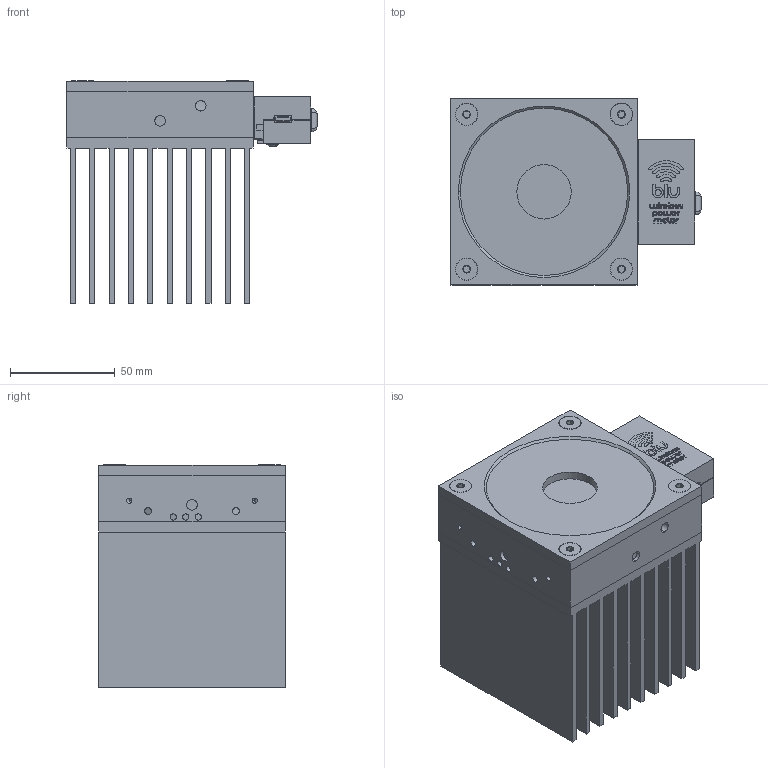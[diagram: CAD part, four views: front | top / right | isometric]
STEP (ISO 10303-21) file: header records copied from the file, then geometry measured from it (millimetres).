
FILE_DESCRIPTION (( 'STEP AP214' ), '1' );
FILE_NAME ('SK-9727 UP25N-100H-H9-BLU.STEP', '2017-12-06T17:42:21', ( '' ), ( '' ), 'SwSTEP 2.0', 'SolidWorks 2016', '' );
FILE_SCHEMA (( 'AUTOMOTIVE_DESIGN' ));
Length unit declared in the file: millimetre
Products named in the file (1): SK-9727 UP25N-100H-H9-BLU
Bounding box: 119.57 x 89 x 106.36 mm (x, y, z)
Volume: 439170.4 mm3; surface area: 210483.7 mm2
Topology: 9 solids, 12 shells, 1630 faces, 4465 edges, 2914 vertices
Faces by surface type: cylinder 776, plane 461, bspline 261, cone 116, torus 12, sphere 4
Entity records: 90698 total; most frequent: CARTESIAN_POINT 36466, ORIENTED_EDGE 8894, DIRECTION 5869, EDGE_CURVE 4447, VERTEX_POINT 2914, VECTOR 2159, LINE 2159, AXIS2_PLACEMENT_3D 1855
